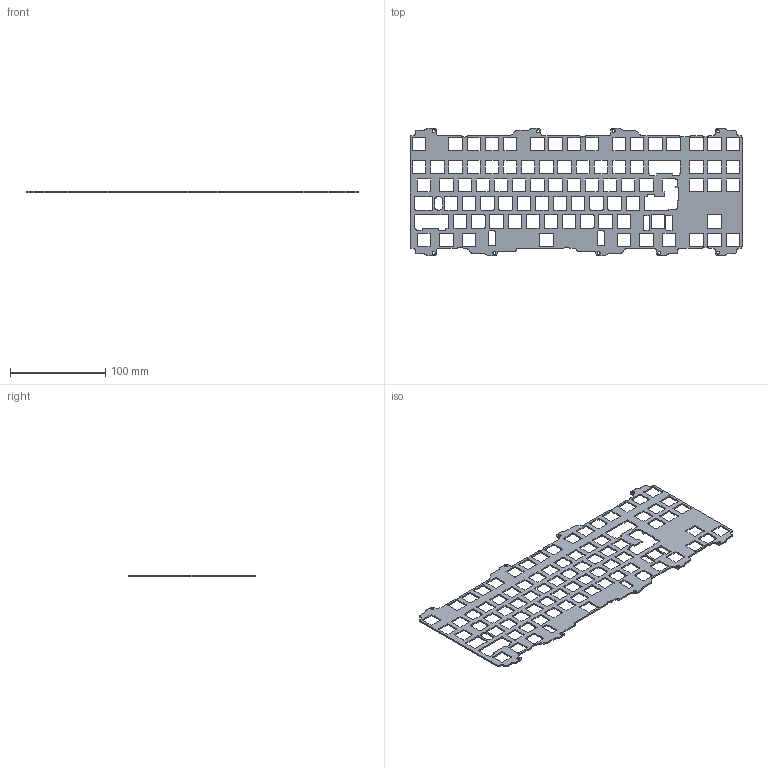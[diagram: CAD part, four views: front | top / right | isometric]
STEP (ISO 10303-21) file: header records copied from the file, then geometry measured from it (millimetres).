
FILE_DESCRIPTION(/* description */ (''),/* implementation_level */ '2;1');
FILE_NAME(/* name */ 'GEHIRN_UNIVERSAL_PLASTIC_PLATEstp.step',/* time_stamp */ '2024-01-19T16:13:04+02:00',/* author */ (''),/* organization */ (''),/* preprocessor_version */ 'ST-DEVELOPER v20',/* originating_system */ 'Autodesk Translation Framework v12.14.0.127',/* authorisation */ '');
FILE_SCHEMA (('AUTOMOTIVE_DESIGN { 1 0 10303 214 3 1 1 }'));
Length unit declared in the file: millimetre
Products named in the file (1): GEHIRN_UNIVERSAL_PLATE
Bounding box: 348.11 x 133.48 x 1.5 mm (x, y, z)
Volume: 36286.8 mm3; surface area: 57677.1 mm2
Topology: 1 solids, 1 shells, 922 faces, 2760 edges, 1840 vertices
Faces by surface type: cylinder 469, plane 453
Full cylindrical faces by diameter (mm): 3.2 x9
Entity records: 31758 total; most frequent: DIRECTION 5544, CARTESIAN_POINT 5523, ORIENTED_EDGE 5520, EDGE_CURVE 2760, AXIS2_PLACEMENT_3D 1861, VERTEX_POINT 1840, LINE 1822, VECTOR 1822
